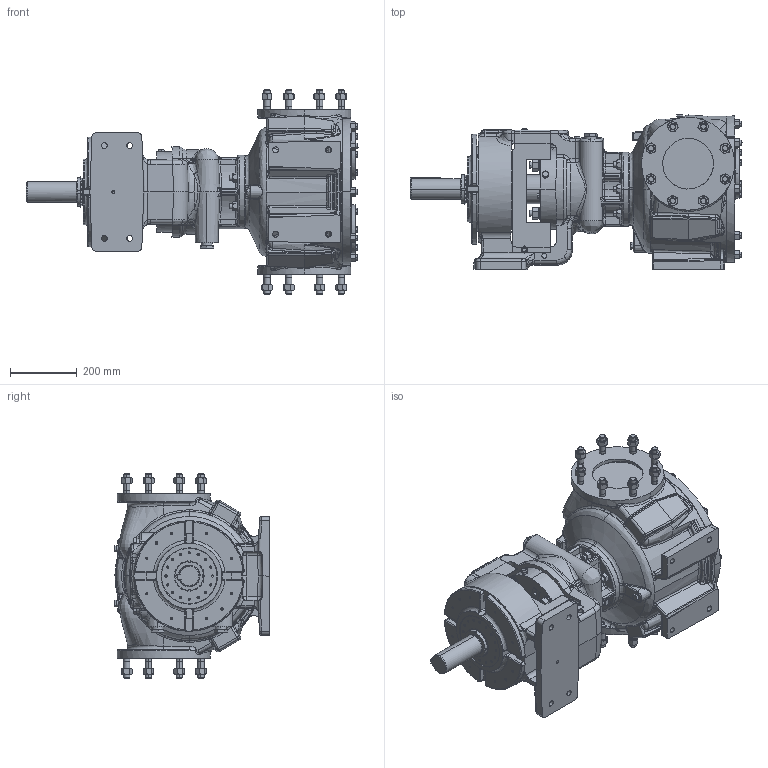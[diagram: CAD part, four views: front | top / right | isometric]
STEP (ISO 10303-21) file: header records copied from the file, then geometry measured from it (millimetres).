
FILE_DESCRIPTION (( 'STEP AP214' ), '1' );
FILE_NAME ('N4323AA.STEP', '2017-02-03T15:03:17', ( '' ), ( '' ), 'SwSTEP 2.0', 'SolidWorks 2016', '' );
FILE_SCHEMA (( 'AUTOMOTIVE_DESIGN' ));
Length unit declared in the file: inch
Products named in the file (2): N4323AA
Bounding box: 998.11 x 465.93 x 615.7 mm (x, y, z)
Volume: 77958220.6 mm3; surface area: 2405774.4 mm2
Topology: 1 solids, 1 shells, 3918 faces, 10208 edges, 6343 vertices
Faces by surface type: plane 1239, cone 1005, bspline 882, cylinder 790, torus 2
Entity records: 415664 total; most frequent: CARTESIAN_POINT 303608, ORIENTED_EDGE 20124, DIRECTION 12344, EDGE_CURVE 10062, VERTEX_POINT 6343, B_SPLINE_CURVE_WITH_KNOTS 5241, AXIS2_PLACEMENT_3D 4692, EDGE_LOOP 4193
